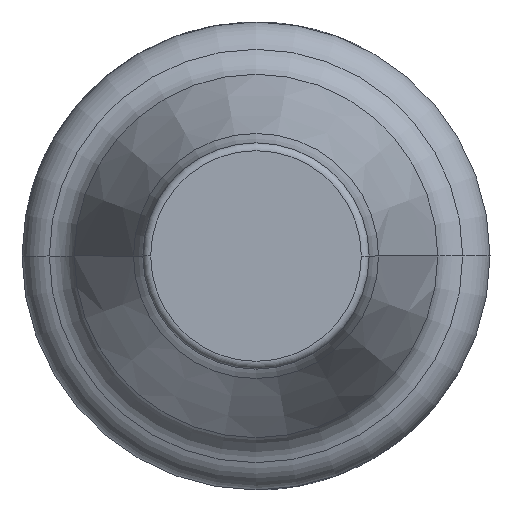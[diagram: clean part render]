
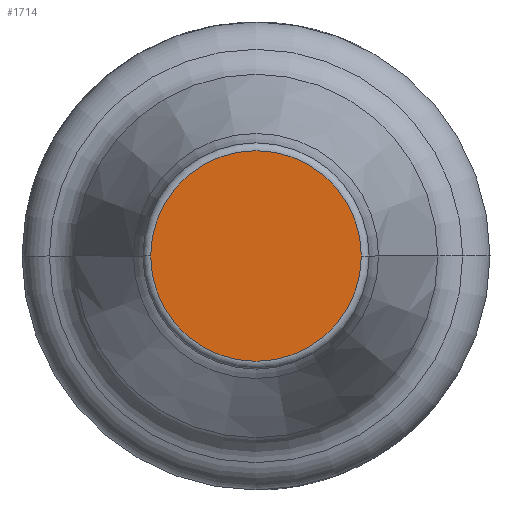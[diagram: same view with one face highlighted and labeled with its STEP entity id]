
A CAD part, left-side view. The second image highlights one B-rep face of the part: STEP entity #1714.
In plain terms, the highlighted planar face has unit normal (-1, 0, 0).
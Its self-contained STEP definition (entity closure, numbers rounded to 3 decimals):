
#1691=CARTESIAN_POINT('Axis2P3D Location',(-20.,0.,0.)) ;
#1696=CARTESIAN_POINT('Axis2P3D Location',(-20.,0.,0.)) ;
#1700=CARTESIAN_POINT('Vertex',(-20.,-2.7,0.)) ;
#1702=CARTESIAN_POINT('Vertex',(-20.,2.7,0.)) ;
#1705=CARTESIAN_POINT('Axis2P3D Location',(-20.,0.,0.)) ;
#1692=DIRECTION('Axis2P3D Direction',(1.,0.,0.)) ;
#1693=DIRECTION('Axis2P3D XDirection',(0.,1.,0.)) ;
#1697=DIRECTION('Axis2P3D Direction',(1.,0.,0.)) ;
#1706=DIRECTION('Axis2P3D Direction',(1.,0.,0.)) ;
#1694=AXIS2_PLACEMENT_3D('Plane Axis2P3D',#1691,#1692,#1693) ;
#1698=AXIS2_PLACEMENT_3D('Circle Axis2P3D',#1696,#1697,$) ;
#1707=AXIS2_PLACEMENT_3D('Circle Axis2P3D',#1705,#1706,$) ;
#1711=ORIENTED_EDGE('',*,*,#1704,.F.) ;
#1712=ORIENTED_EDGE('',*,*,#1709,.F.) ;
#1714=ADVANCED_FACE('Corps principal',(#1713),#1695,.F.) ;
#1699=CIRCLE('generated circle',#1698,2.7) ;
#1708=CIRCLE('generated circle',#1707,2.7) ;
#1704=EDGE_CURVE('',#1701,#1703,#1699,.T.) ;
#1709=EDGE_CURVE('',#1703,#1701,#1708,.T.) ;
#1710=EDGE_LOOP('',(#1711,#1712)) ;
#1713=FACE_OUTER_BOUND('',#1710,.T.) ;
#1695=PLANE('',#1694) ;
#1701=VERTEX_POINT('',#1700) ;
#1703=VERTEX_POINT('',#1702) ;
